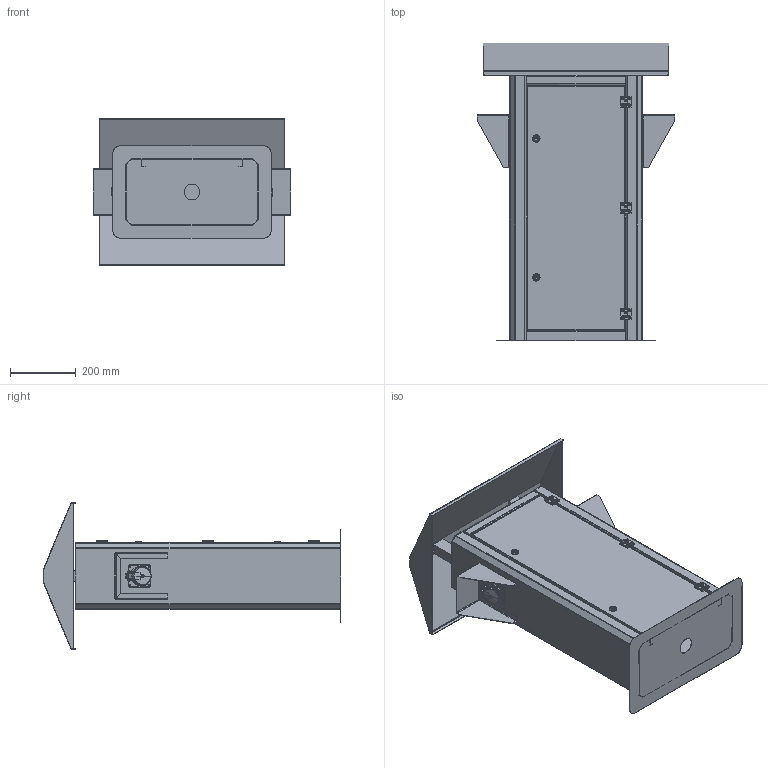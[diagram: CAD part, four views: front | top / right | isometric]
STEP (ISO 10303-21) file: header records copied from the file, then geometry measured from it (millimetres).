
FILE_DESCRIPTION(('FreeCAD Model'),'2;1');
FILE_NAME('Open CASCADE Shape Model','2025-04-30T06:36:08',('FreeCAD'),( 'FreeCAD'),'Open CASCADE STEP processor 7.6','FreeCAD','Unknown');
FILE_SCHEMA(('AUTOMOTIVE_DESIGN { 1 0 10303 214 1 1 1 1 }'));
Products named in the file (1): Open CASCADE STEP translator 7.6 1
Bounding box: 600.5 x 903.57 x 443.96 mm (x, y, z)
Volume: 2977427.5 mm3; surface area: 3459999 mm2
Topology: 29 solids, 29 shells, 6578 faces, 17028 edges, 10624 vertices
Faces by surface type: bspline 6578
Entity records: 687744 total; most frequent: CARTESIAN_POINT 589587, ORIENTED_EDGE 33960, EDGE_CURVE 16980, B_SPLINE_CURVE_WITH_KNOTS 12594, VERTEX_POINT 10620, FACE_BOUND 6902, EDGE_LOOP 6902, ADVANCED_FACE 6578
